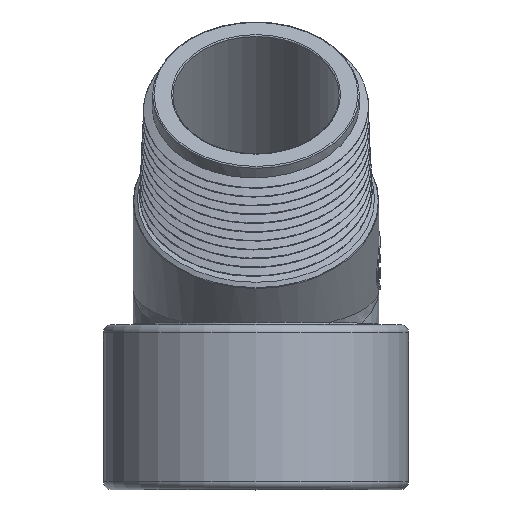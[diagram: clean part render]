
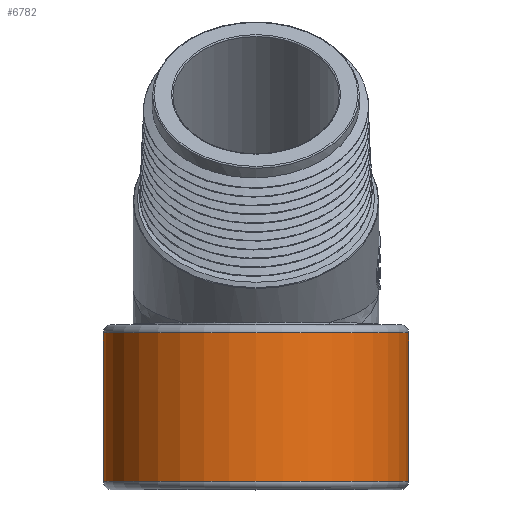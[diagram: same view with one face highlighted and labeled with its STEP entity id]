
A CAD part, top view. The second image highlights one B-rep face of the part: STEP entity #6782.
In plain terms, the highlighted cylindrical face has radius 27.94 mm (diameter 55.88 mm), a full revolution.
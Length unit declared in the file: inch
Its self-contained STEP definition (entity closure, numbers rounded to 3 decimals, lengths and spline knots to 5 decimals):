
#75=FACE_BOUND($,#2222,.T.);
#1425=CYLINDRICAL_SURFACE($,#7356,1.1);
#1788=FACE_OUTER_BOUND($,#2221,.T.);
#2221=EDGE_LOOP($,(#6302));
#2222=EDGE_LOOP($,(#6303));
#2278=CIRCLE($,#7355,1.1);
#2279=CIRCLE($,#7357,1.1);
#3303=VERTEX_POINT($,#15901);
#3304=VERTEX_POINT($,#15904);
#4310=EDGE_CURVE($,#3303,#3303,#2278,.T.);
#4311=EDGE_CURVE($,#3304,#3304,#2279,.T.);
#6302=ORIENTED_EDGE($,*,*,#4311,.F.);
#6303=ORIENTED_EDGE($,*,*,#4310,.F.);
#6782=ADVANCED_FACE($,(#1788,#75),#1425,.T.);
#7355=AXIS2_PLACEMENT_3D($,#15902,#8794,#8795);
#7356=AXIS2_PLACEMENT_3D($,#15903,#8796,#8797);
#7357=AXIS2_PLACEMENT_3D($,#15905,#8798,#8799);
#8794=DIRECTION('center_axis',(0.,-1.,0.));
#8795=DIRECTION('ref_axis',(0.,0.,1.));
#8796=DIRECTION('center_axis',(0.,-1.,0.));
#8797=DIRECTION('ref_axis',(0.,0.,-1.));
#8798=DIRECTION('center_axis',(0.,1.,0.));
#8799=DIRECTION('ref_axis',(0.,0.,1.));
#15901=CARTESIAN_POINT('',(0.,0.06,-1.1));
#15902=CARTESIAN_POINT('Origin',(0.,0.06,0.));
#15903=CARTESIAN_POINT('Origin',(0.,0.595,0.));
#15904=CARTESIAN_POINT('',(0.,1.13,-1.1));
#15905=CARTESIAN_POINT('Origin',(0.,1.13,0.));
